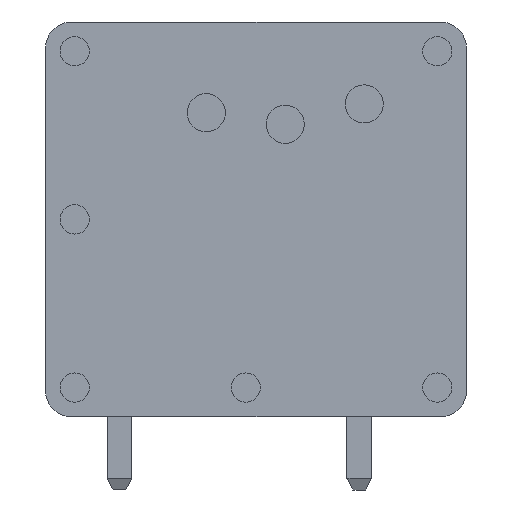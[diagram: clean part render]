
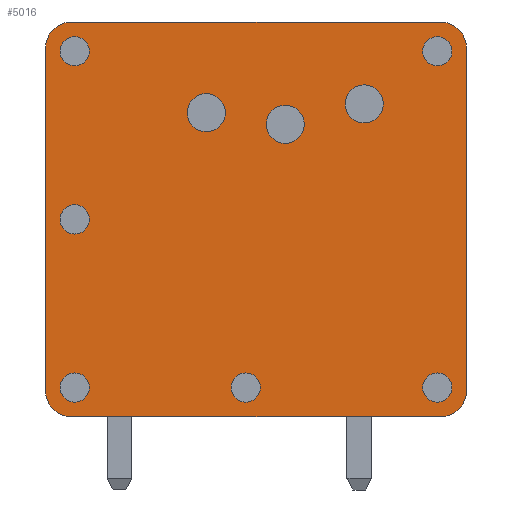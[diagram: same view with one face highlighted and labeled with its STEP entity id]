
A CAD part, front view. The second image highlights one B-rep face of the part: STEP entity #5016.
In plain terms, the highlighted planar face has unit normal (0, -1, 0).
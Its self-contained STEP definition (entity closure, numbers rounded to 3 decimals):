
#182=CIRCLE('',#5334,0.9);
#232=CIRCLE('',#5412,0.65);
#233=CIRCLE('',#5413,0.65);
#234=CIRCLE('',#5414,0.65);
#235=CIRCLE('',#5415,0.5);
#236=CIRCLE('',#5416,0.5);
#237=CIRCLE('',#5417,0.5);
#238=CIRCLE('',#5418,0.5);
#239=CIRCLE('',#5419,0.5);
#240=CIRCLE('',#5420,0.5);
#241=CIRCLE('',#5421,0.9);
#242=CIRCLE('',#5422,0.9);
#243=CIRCLE('',#5423,0.9);
#665=ORIENTED_EDGE('',*,*,#2083,.T.);
#666=ORIENTED_EDGE('',*,*,#2084,.T.);
#667=ORIENTED_EDGE('',*,*,#2085,.T.);
#668=ORIENTED_EDGE('',*,*,#2086,.T.);
#669=ORIENTED_EDGE('',*,*,#2087,.T.);
#670=ORIENTED_EDGE('',*,*,#2088,.T.);
#671=ORIENTED_EDGE('',*,*,#2089,.T.);
#672=ORIENTED_EDGE('',*,*,#2090,.T.);
#673=ORIENTED_EDGE('',*,*,#2091,.T.);
#674=ORIENTED_EDGE('',*,*,#1843,.T.);
#675=ORIENTED_EDGE('',*,*,#2092,.T.);
#676=ORIENTED_EDGE('',*,*,#2080,.T.);
#677=ORIENTED_EDGE('',*,*,#2093,.T.);
#678=ORIENTED_EDGE('',*,*,#2034,.T.);
#679=ORIENTED_EDGE('',*,*,#1828,.T.);
#680=ORIENTED_EDGE('',*,*,#1803,.T.);
#681=ORIENTED_EDGE('',*,*,#2094,.T.);
#1803=EDGE_CURVE('',#2530,#2529,#3026,.T.);
#1828=EDGE_CURVE('',#2554,#2530,#182,.T.);
#1843=EDGE_CURVE('',#2568,#2567,#3052,.T.);
#2034=EDGE_CURVE('',#2739,#2554,#3206,.T.);
#2080=EDGE_CURVE('',#2780,#2779,#3239,.T.);
#2083=EDGE_CURVE('',#2781,#2781,#232,.T.);
#2084=EDGE_CURVE('',#2782,#2782,#233,.T.);
#2085=EDGE_CURVE('',#2783,#2783,#234,.T.);
#2086=EDGE_CURVE('',#2784,#2784,#235,.T.);
#2087=EDGE_CURVE('',#2785,#2785,#236,.T.);
#2088=EDGE_CURVE('',#2786,#2786,#237,.T.);
#2089=EDGE_CURVE('',#2787,#2787,#238,.T.);
#2090=EDGE_CURVE('',#2788,#2788,#239,.T.);
#2091=EDGE_CURVE('',#2789,#2789,#240,.T.);
#2092=EDGE_CURVE('',#2567,#2780,#241,.T.);
#2093=EDGE_CURVE('',#2779,#2739,#242,.T.);
#2094=EDGE_CURVE('',#2529,#2568,#243,.T.);
#2529=VERTEX_POINT('',#7285);
#2530=VERTEX_POINT('',#7287);
#2554=VERTEX_POINT('',#7340);
#2567=VERTEX_POINT('',#7371);
#2568=VERTEX_POINT('',#7373);
#2739=VERTEX_POINT('',#7764);
#2779=VERTEX_POINT('',#7851);
#2780=VERTEX_POINT('',#7853);
#2781=VERTEX_POINT('',#7858);
#2782=VERTEX_POINT('',#7860);
#2783=VERTEX_POINT('',#7862);
#2784=VERTEX_POINT('',#7864);
#2785=VERTEX_POINT('',#7866);
#2786=VERTEX_POINT('',#7868);
#2787=VERTEX_POINT('',#7870);
#2788=VERTEX_POINT('',#7872);
#2789=VERTEX_POINT('',#7874);
#3026=LINE('',#7286,#3561);
#3052=LINE('',#7372,#3587);
#3206=LINE('',#7763,#3741);
#3239=LINE('',#7852,#3774);
#3561=VECTOR('',#5804,1000.);
#3587=VECTOR('',#5858,1000.);
#3741=VECTOR('',#6128,1000.);
#3774=VECTOR('',#6191,1000.);
#4128=EDGE_LOOP('',(#665));
#4129=EDGE_LOOP('',(#666));
#4130=EDGE_LOOP('',(#667));
#4131=EDGE_LOOP('',(#668));
#4132=EDGE_LOOP('',(#669));
#4133=EDGE_LOOP('',(#670));
#4134=EDGE_LOOP('',(#671));
#4135=EDGE_LOOP('',(#672));
#4136=EDGE_LOOP('',(#673));
#4137=EDGE_LOOP('',(#674,#675,#676,#677,#678,#679,#680,#681));
#4481=FACE_BOUND('',#4128,.T.);
#4482=FACE_BOUND('',#4129,.T.);
#4483=FACE_BOUND('',#4130,.T.);
#4484=FACE_BOUND('',#4131,.T.);
#4485=FACE_BOUND('',#4132,.T.);
#4486=FACE_BOUND('',#4133,.T.);
#4487=FACE_BOUND('',#4134,.T.);
#4488=FACE_BOUND('',#4135,.T.);
#4489=FACE_BOUND('',#4136,.T.);
#4490=FACE_BOUND('',#4137,.T.);
#4819=PLANE('',#5411);
#5016=ADVANCED_FACE('',(#4481,#4482,#4483,#4484,#4485,#4486,#4487,#4488,
#4489,#4490),#4819,.T.);
#5334=AXIS2_PLACEMENT_3D('',#7339,#5839,#5840);
#5411=AXIS2_PLACEMENT_3D('',#7856,#6194,#6195);
#5412=AXIS2_PLACEMENT_3D('',#7857,#6196,#6197);
#5413=AXIS2_PLACEMENT_3D('',#7859,#6198,#6199);
#5414=AXIS2_PLACEMENT_3D('',#7861,#6200,#6201);
#5415=AXIS2_PLACEMENT_3D('',#7863,#6202,#6203);
#5416=AXIS2_PLACEMENT_3D('',#7865,#6204,#6205);
#5417=AXIS2_PLACEMENT_3D('',#7867,#6206,#6207);
#5418=AXIS2_PLACEMENT_3D('',#7869,#6208,#6209);
#5419=AXIS2_PLACEMENT_3D('',#7871,#6210,#6211);
#5420=AXIS2_PLACEMENT_3D('',#7873,#6212,#6213);
#5421=AXIS2_PLACEMENT_3D('',#7875,#6214,#6215);
#5422=AXIS2_PLACEMENT_3D('',#7876,#6216,#6217);
#5423=AXIS2_PLACEMENT_3D('',#7877,#6218,#6219);
#5804=DIRECTION('',(0.,0.,1.));
#5839=DIRECTION('',(0.,-1.,0.));
#5840=DIRECTION('',(0.,0.,-1.));
#5858=DIRECTION('',(-1.,0.,0.));
#6128=DIRECTION('',(1.,0.,0.));
#6191=DIRECTION('',(0.,0.,-1.));
#6194=DIRECTION('',(0.,-1.,0.));
#6195=DIRECTION('',(0.,0.,-1.));
#6196=DIRECTION('',(0.,1.,0.));
#6197=DIRECTION('',(0.,0.,-1.));
#6198=DIRECTION('',(0.,1.,0.));
#6199=DIRECTION('',(0.,0.,-1.));
#6200=DIRECTION('',(0.,1.,0.));
#6201=DIRECTION('',(0.,0.,-1.));
#6202=DIRECTION('',(0.,1.,0.));
#6203=DIRECTION('',(0.,0.,-1.));
#6204=DIRECTION('',(0.,1.,0.));
#6205=DIRECTION('',(0.,0.,-1.));
#6206=DIRECTION('',(0.,1.,0.));
#6207=DIRECTION('',(0.,0.,-1.));
#6208=DIRECTION('',(0.,1.,0.));
#6209=DIRECTION('',(0.,0.,-1.));
#6210=DIRECTION('',(0.,1.,0.));
#6211=DIRECTION('',(0.,0.,-1.));
#6212=DIRECTION('',(0.,1.,0.));
#6213=DIRECTION('',(0.,0.,-1.));
#6214=DIRECTION('',(0.,-1.,0.));
#6215=DIRECTION('',(0.,0.,-1.));
#6216=DIRECTION('',(0.,-1.,0.));
#6217=DIRECTION('',(0.,0.,-1.));
#6218=DIRECTION('',(0.,-1.,0.));
#6219=DIRECTION('',(0.,0.,-1.));
#7285=CARTESIAN_POINT('',(14.4,0.,12.6));
#7286=CARTESIAN_POINT('',(14.4,0.,0.));
#7287=CARTESIAN_POINT('',(14.4,0.,0.9));
#7339=CARTESIAN_POINT('',(13.5,0.,0.9));
#7340=CARTESIAN_POINT('',(13.5,0.,0.));
#7371=CARTESIAN_POINT('',(0.9,0.,13.5));
#7372=CARTESIAN_POINT('',(14.4,0.,13.5));
#7373=CARTESIAN_POINT('',(13.5,0.,13.5));
#7763=CARTESIAN_POINT('',(0.,0.,0.));
#7764=CARTESIAN_POINT('',(0.9,0.,0.));
#7851=CARTESIAN_POINT('',(0.,0.,0.9));
#7852=CARTESIAN_POINT('',(0.,0.,13.5));
#7853=CARTESIAN_POINT('',(0.,0.,12.6));
#7856=CARTESIAN_POINT('',(0.,0.,0.));
#7857=CARTESIAN_POINT('',(8.2,0.,10.));
#7858=CARTESIAN_POINT('',(8.2,0.,9.35));
#7859=CARTESIAN_POINT('',(5.5,0.,10.4));
#7860=CARTESIAN_POINT('',(5.5,0.,9.75));
#7861=CARTESIAN_POINT('',(10.9,0.,10.7));
#7862=CARTESIAN_POINT('',(10.9,0.,10.05));
#7863=CARTESIAN_POINT('',(6.85,0.,1.));
#7864=CARTESIAN_POINT('',(6.85,0.,0.5));
#7865=CARTESIAN_POINT('',(13.4,0.,12.5));
#7866=CARTESIAN_POINT('',(13.4,0.,12.));
#7867=CARTESIAN_POINT('',(13.4,0.,1.));
#7868=CARTESIAN_POINT('',(13.4,0.,0.5));
#7869=CARTESIAN_POINT('',(1.,0.,1.));
#7870=CARTESIAN_POINT('',(1.,0.,0.5));
#7871=CARTESIAN_POINT('',(1.,0.,6.75));
#7872=CARTESIAN_POINT('',(1.,0.,6.25));
#7873=CARTESIAN_POINT('',(1.,0.,12.5));
#7874=CARTESIAN_POINT('',(1.,0.,12.));
#7875=CARTESIAN_POINT('',(0.9,0.,12.6));
#7876=CARTESIAN_POINT('',(0.9,0.,0.9));
#7877=CARTESIAN_POINT('',(13.5,0.,12.6));
